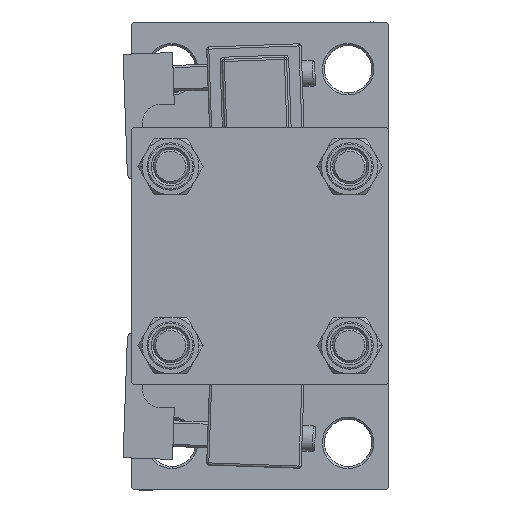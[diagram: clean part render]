
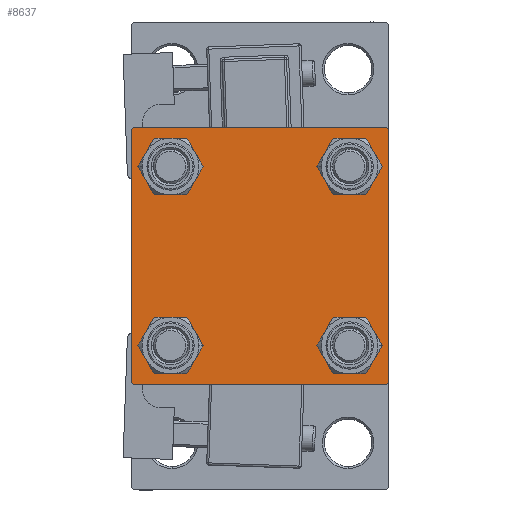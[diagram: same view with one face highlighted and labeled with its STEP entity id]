
A CAD part, left-side view. The second image highlights one B-rep face of the part: STEP entity #8637.
In plain terms, the highlighted planar face has unit normal (-1, 0, 0).
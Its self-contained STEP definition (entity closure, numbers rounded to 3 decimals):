
#343 = DIRECTION ( 'NONE',  ( 0., 0., 1. ) ) ;
#524 = CARTESIAN_POINT ( 'NONE',  ( 0., 30., 29.5 ) ) ;
#1636 = AXIS2_PLACEMENT_3D ( 'NONE', #18671, #30007, #37301 ) ;
#1723 = DIRECTION ( 'NONE',  ( 1., 0., 0. ) ) ;
#1748 = CIRCLE ( 'NONE', #4177, 4.5 ) ;
#1779 = VECTOR ( 'NONE', #32265, 1000. ) ;
#2049 = CIRCLE ( 'NONE', #39005, 4.5 ) ;
#3147 = ORIENTED_EDGE ( 'NONE', *, *, #34750, .F. ) ;
#3185 = CARTESIAN_POINT ( 'NONE',  ( 0., 0., 0. ) ) ;
#3345 = EDGE_CURVE ( 'NONE', #11693, #28866, #41759, .T. ) ;
#3610 = CIRCLE ( 'NONE', #11550, 4.5 ) ;
#3717 = VERTEX_POINT ( 'NONE', #33695 ) ;
#4177 = AXIS2_PLACEMENT_3D ( 'NONE', #5024, #1723, #17060 ) ;
#4204 = AXIS2_PLACEMENT_3D ( 'NONE', #36416, #47733, #32152 ) ;
#4796 = EDGE_CURVE ( 'NONE', #25037, #21000, #20988, .T. ) ;
#5024 = CARTESIAN_POINT ( 'NONE',  ( 0., 20.85, -20.85 ) ) ;
#5993 = LINE ( 'NONE', #21314, #44342 ) ;
#6406 = EDGE_CURVE ( 'NONE', #48958, #3717, #1748, .T. ) ;
#7245 = DIRECTION ( 'NONE',  ( 0., 0.707, 0.707 ) ) ;
#8008 = EDGE_CURVE ( 'NONE', #3717, #48958, #10662, .T. ) ;
#8089 = DIRECTION ( 'NONE',  ( 0., 0., -1. ) ) ;
#8180 = ORIENTED_EDGE ( 'NONE', *, *, #33899, .T. ) ;
#8263 = DIRECTION ( 'NONE',  ( 0., 0., 1. ) ) ;
#8302 = CARTESIAN_POINT ( 'NONE',  ( 0., 29.5, 30. ) ) ;
#8348 = LINE ( 'NONE', #23690, #19628 ) ;
#8627 = DIRECTION ( 'NONE',  ( 0., 0., 1. ) ) ;
#8637 = ADVANCED_FACE ( 'NONE', ( #14014, #18026, #33363, #29352, #48695 ), #44685, .T. ) ;
#8859 = VERTEX_POINT ( 'NONE', #47900 ) ;
#9389 = LINE ( 'NONE', #16921, #1779 ) ;
#9463 = VERTEX_POINT ( 'NONE', #18825 ) ;
#10647 = EDGE_CURVE ( 'NONE', #28866, #11693, #44300, .T. ) ;
#10662 = CIRCLE ( 'NONE', #21093, 4.5 ) ;
#11182 = VERTEX_POINT ( 'NONE', #22248 ) ;
#11410 = CARTESIAN_POINT ( 'NONE',  ( 0., -20.85, 20.85 ) ) ;
#11550 = AXIS2_PLACEMENT_3D ( 'NONE', #39293, #24459, #8627 ) ;
#11637 = CARTESIAN_POINT ( 'NONE',  ( 0., 29.75, -29.75 ) ) ;
#11693 = VERTEX_POINT ( 'NONE', #46574 ) ;
#11701 = CARTESIAN_POINT ( 'NONE',  ( 0., -20.85, -16.35 ) ) ;
#12263 = VERTEX_POINT ( 'NONE', #17199 ) ;
#12507 = ORIENTED_EDGE ( 'NONE', *, *, #27226, .T. ) ;
#13594 = VERTEX_POINT ( 'NONE', #524 ) ;
#13696 = EDGE_LOOP ( 'NONE', ( #30203, #13863, #37158, #23010, #18250, #8180, #3147, #29543 ) ) ;
#13863 = ORIENTED_EDGE ( 'NONE', *, *, #38169, .T. ) ;
#13899 = EDGE_LOOP ( 'NONE', ( #26323, #49040 ) ) ;
#14014 = FACE_BOUND ( 'NONE', #39883, .T. ) ;
#14262 = DIRECTION ( 'NONE',  ( -1., 0., 0. ) ) ;
#15123 = LINE ( 'NONE', #45790, #34502 ) ;
#15177 = CARTESIAN_POINT ( 'NONE',  ( 0., -20.85, 20.85 ) ) ;
#15949 = EDGE_CURVE ( 'NONE', #9463, #47128, #15123, .T. ) ;
#15970 = DIRECTION ( 'NONE',  ( 0., 0., 1. ) ) ;
#16082 = VERTEX_POINT ( 'NONE', #19326 ) ;
#16380 = DIRECTION ( 'NONE',  ( 0., -0.707, 0.707 ) ) ;
#16717 = EDGE_CURVE ( 'NONE', #8859, #33598, #27199, .T. ) ;
#16921 = CARTESIAN_POINT ( 'NONE',  ( 0., 30., 30. ) ) ;
#17060 = DIRECTION ( 'NONE',  ( 0., 0., 1. ) ) ;
#17158 = AXIS2_PLACEMENT_3D ( 'NONE', #15177, #19705, #343 ) ;
#17199 = CARTESIAN_POINT ( 'NONE',  ( 0., -20.85, 16.35 ) ) ;
#18026 = FACE_BOUND ( 'NONE', #13899, .T. ) ;
#18250 = ORIENTED_EDGE ( 'NONE', *, *, #16717, .F. ) ;
#18671 = CARTESIAN_POINT ( 'NONE',  ( 0., 20.85, 20.85 ) ) ;
#18825 = CARTESIAN_POINT ( 'NONE',  ( 0., 29.5, -30. ) ) ;
#19185 = DIRECTION ( 'NONE',  ( 0., 0., 1. ) ) ;
#19326 = CARTESIAN_POINT ( 'NONE',  ( 0., 30., -29.5 ) ) ;
#19628 = VECTOR ( 'NONE', #16380, 1000. ) ;
#19705 = DIRECTION ( 'NONE',  ( 1., 0., 0. ) ) ;
#19813 = LINE ( 'NONE', #30375, #25451 ) ;
#20064 = DIRECTION ( 'NONE',  ( 1., 0., 0. ) ) ;
#20988 = CIRCLE ( 'NONE', #44232, 4.5 ) ;
#21000 = VERTEX_POINT ( 'NONE', #11701 ) ;
#21015 = CARTESIAN_POINT ( 'NONE',  ( 0., 20.85, 16.35 ) ) ;
#21093 = AXIS2_PLACEMENT_3D ( 'NONE', #31313, #35080, #15970 ) ;
#21314 = CARTESIAN_POINT ( 'NONE',  ( 0., 29.75, 29.75 ) ) ;
#22248 = CARTESIAN_POINT ( 'NONE',  ( 0., -20.85, 25.35 ) ) ;
#23010 = ORIENTED_EDGE ( 'NONE', *, *, #48059, .T. ) ;
#23215 = LINE ( 'NONE', #25995, #43974 ) ;
#23480 = DIRECTION ( 'NONE',  ( 1., 0., 0. ) ) ;
#23679 = CARTESIAN_POINT ( 'NONE',  ( 0., -30., 30. ) ) ;
#23690 = CARTESIAN_POINT ( 'NONE',  ( 0., -29.75, -29.75 ) ) ;
#24459 = DIRECTION ( 'NONE',  ( 1., 0., 0. ) ) ;
#24972 = CARTESIAN_POINT ( 'NONE',  ( 0., -29.5, 30. ) ) ;
#25037 = VERTEX_POINT ( 'NONE', #29391 ) ;
#25451 = VECTOR ( 'NONE', #7245, 1000. ) ;
#25712 = VECTOR ( 'NONE', #8089, 1000. ) ;
#25995 = CARTESIAN_POINT ( 'NONE',  ( 0., 30., 30. ) ) ;
#26323 = ORIENTED_EDGE ( 'NONE', *, *, #26504, .T. ) ;
#26504 = EDGE_CURVE ( 'NONE', #21000, #25037, #3610, .T. ) ;
#26689 = DIRECTION ( 'NONE',  ( 0., -1., 0. ) ) ;
#27199 = LINE ( 'NONE', #23679, #25712 ) ;
#27226 = EDGE_CURVE ( 'NONE', #12263, #11182, #46105, .T. ) ;
#28866 = VERTEX_POINT ( 'NONE', #21015 ) ;
#29197 = VERTEX_POINT ( 'NONE', #24972 ) ;
#29352 = FACE_BOUND ( 'NONE', #33162, .T. ) ;
#29391 = CARTESIAN_POINT ( 'NONE',  ( 0., -20.85, -25.35 ) ) ;
#29543 = ORIENTED_EDGE ( 'NONE', *, *, #42945, .T. ) ;
#30007 = DIRECTION ( 'NONE',  ( 1., 0., 0. ) ) ;
#30203 = ORIENTED_EDGE ( 'NONE', *, *, #40418, .T. ) ;
#30375 = CARTESIAN_POINT ( 'NONE',  ( 0., -29.75, 29.75 ) ) ;
#30761 = DIRECTION ( 'NONE',  ( 0., -1., 0. ) ) ;
#31137 = EDGE_CURVE ( 'NONE', #11182, #12263, #2049, .T. ) ;
#31313 = CARTESIAN_POINT ( 'NONE',  ( 0., 20.85, -20.85 ) ) ;
#31430 = CARTESIAN_POINT ( 'NONE',  ( 0., -30., -29.5 ) ) ;
#32152 = DIRECTION ( 'NONE',  ( 0., 0., 1. ) ) ;
#32219 = AXIS2_PLACEMENT_3D ( 'NONE', #3185, #14262, #45178 ) ;
#32265 = DIRECTION ( 'NONE',  ( 0., 0., -1. ) ) ;
#32871 = DIRECTION ( 'NONE',  ( 0., 0.707, -0.707 ) ) ;
#33162 = EDGE_LOOP ( 'NONE', ( #34881, #34144 ) ) ;
#33363 = FACE_BOUND ( 'NONE', #40162, .T. ) ;
#33598 = VERTEX_POINT ( 'NONE', #31430 ) ;
#33695 = CARTESIAN_POINT ( 'NONE',  ( 0., 20.85, -25.35 ) ) ;
#33826 = VECTOR ( 'NONE', #42295, 1000. ) ;
#33899 = EDGE_CURVE ( 'NONE', #8859, #29197, #19813, .T. ) ;
#34144 = ORIENTED_EDGE ( 'NONE', *, *, #10647, .T. ) ;
#34502 = VECTOR ( 'NONE', #26689, 1000. ) ;
#34629 = ORIENTED_EDGE ( 'NONE', *, *, #8008, .T. ) ;
#34750 = EDGE_CURVE ( 'NONE', #39374, #29197, #23215, .T. ) ;
#34881 = ORIENTED_EDGE ( 'NONE', *, *, #3345, .T. ) ;
#35080 = DIRECTION ( 'NONE',  ( 1., 0., 0. ) ) ;
#35503 = ORIENTED_EDGE ( 'NONE', *, *, #31137, .T. ) ;
#36416 = CARTESIAN_POINT ( 'NONE',  ( 0., 20.85, 20.85 ) ) ;
#37158 = ORIENTED_EDGE ( 'NONE', *, *, #15949, .T. ) ;
#37301 = DIRECTION ( 'NONE',  ( 0., 0., 1. ) ) ;
#38169 = EDGE_CURVE ( 'NONE', #16082, #9463, #46067, .T. ) ;
#38575 = CARTESIAN_POINT ( 'NONE',  ( 0., -29.5, -30. ) ) ;
#39005 = AXIS2_PLACEMENT_3D ( 'NONE', #11410, #23480, #19185 ) ;
#39293 = CARTESIAN_POINT ( 'NONE',  ( 0., -20.85, -20.85 ) ) ;
#39374 = VERTEX_POINT ( 'NONE', #8302 ) ;
#39883 = EDGE_LOOP ( 'NONE', ( #35503, #12507 ) ) ;
#40162 = EDGE_LOOP ( 'NONE', ( #46872, #34629 ) ) ;
#40418 = EDGE_CURVE ( 'NONE', #13594, #16082, #9389, .T. ) ;
#41759 = CIRCLE ( 'NONE', #1636, 4.5 ) ;
#42295 = DIRECTION ( 'NONE',  ( 0., -0.707, -0.707 ) ) ;
#42945 = EDGE_CURVE ( 'NONE', #39374, #13594, #5993, .T. ) ;
#43198 = CARTESIAN_POINT ( 'NONE',  ( 0., -20.85, -20.85 ) ) ;
#43974 = VECTOR ( 'NONE', #30761, 1000. ) ;
#44232 = AXIS2_PLACEMENT_3D ( 'NONE', #43198, #20064, #8263 ) ;
#44300 = CIRCLE ( 'NONE', #4204, 4.5 ) ;
#44342 = VECTOR ( 'NONE', #32871, 1000. ) ;
#44685 = PLANE ( 'NONE',  #32219 ) ;
#45178 = DIRECTION ( 'NONE',  ( 0., 0., 1. ) ) ;
#45790 = CARTESIAN_POINT ( 'NONE',  ( 0., 30., -30. ) ) ;
#46067 = LINE ( 'NONE', #11637, #33826 ) ;
#46105 = CIRCLE ( 'NONE', #17158, 4.5 ) ;
#46574 = CARTESIAN_POINT ( 'NONE',  ( 0., 20.85, 25.35 ) ) ;
#46872 = ORIENTED_EDGE ( 'NONE', *, *, #6406, .T. ) ;
#47128 = VERTEX_POINT ( 'NONE', #38575 ) ;
#47733 = DIRECTION ( 'NONE',  ( 1., 0., 0. ) ) ;
#47900 = CARTESIAN_POINT ( 'NONE',  ( 0., -30., 29.5 ) ) ;
#48059 = EDGE_CURVE ( 'NONE', #47128, #33598, #8348, .T. ) ;
#48695 = FACE_OUTER_BOUND ( 'NONE', #13696, .T. ) ;
#48958 = VERTEX_POINT ( 'NONE', #49768 ) ;
#49040 = ORIENTED_EDGE ( 'NONE', *, *, #4796, .T. ) ;
#49768 = CARTESIAN_POINT ( 'NONE',  ( 0., 20.85, -16.35 ) ) ;
